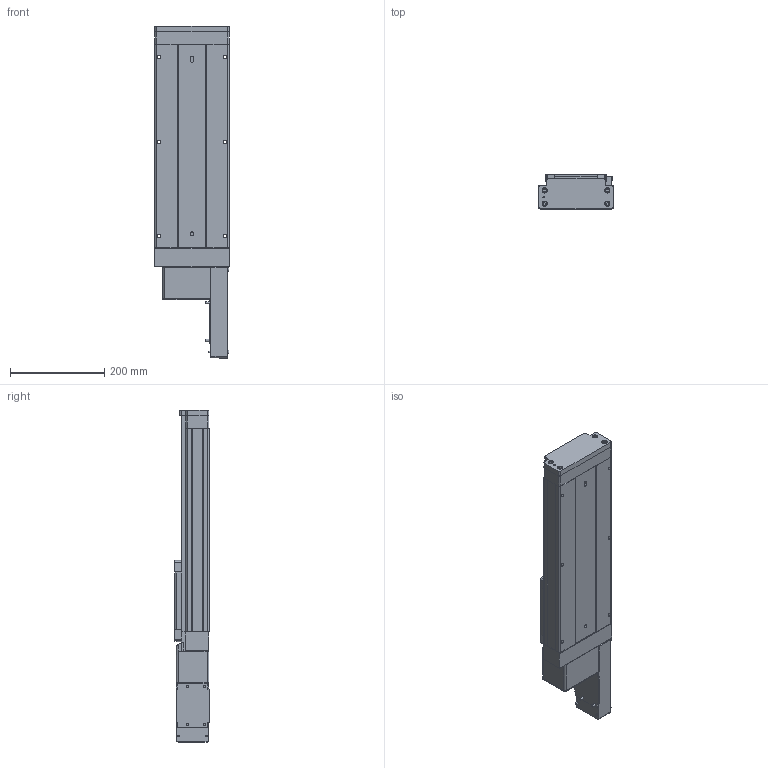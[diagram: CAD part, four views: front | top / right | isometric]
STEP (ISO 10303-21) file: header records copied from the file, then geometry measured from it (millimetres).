
FILE_DESCRIPTION (( 'STEP AP214' ), '1' );
FILE_NAME ('LEJB63NT-300-X110.STEP', '2018-05-24T02:47:49', ( 'SONIC' ), ( 'UNITCOM PC' ), 'SwSTEP 2.0', 'SolidWorks 2015', '' );
FILE_SCHEMA (( 'AUTOMOTIVE_DESIGN' ));
Length unit declared in the file: millimetre
Products named in the file (4): LEJB63NT-300-X110_Motor; LEJB63NT-300-X110_Table; LEJB63NT-300-X110_Body; LEJB63NT-300-X110
Assembly tree (3 placements, depth 2):
  LEJB63NT-300-X110
    LEJB63NT-300-X110_Body
    LEJB63NT-300-X110_Table
    LEJB63NT-300-X110_Motor
Bounding box: 158 x 73 x 704 mm (x, y, z)
Volume: 3679706.7 mm3; surface area: 539872.6 mm2
Topology: 4 solids, 4 shells, 382 faces, 931 edges, 593 vertices
Faces by surface type: plane 239, cylinder 127, cone 8, torus 8
Entity records: 11348 total; most frequent: DIRECTION 1995, CARTESIAN_POINT 1918, ORIENTED_EDGE 1862, EDGE_CURVE 931, AXIS2_PLACEMENT_3D 678, LINE 639, VECTOR 639, VERTEX_POINT 593
